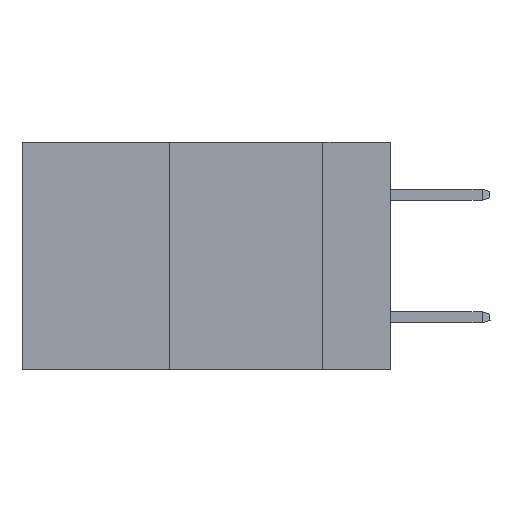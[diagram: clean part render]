
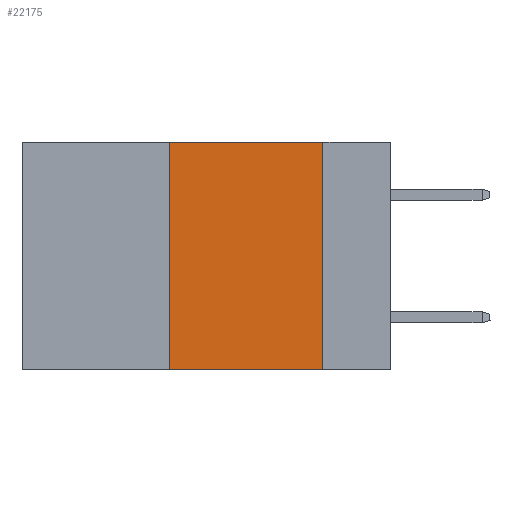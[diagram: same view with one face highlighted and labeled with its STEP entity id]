
A CAD part, left-side view. The second image highlights one B-rep face of the part: STEP entity #22175.
In plain terms, the highlighted planar face has unit normal (-1, 0, 0).
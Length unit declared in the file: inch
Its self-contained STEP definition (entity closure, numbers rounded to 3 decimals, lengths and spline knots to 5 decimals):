
#123 = ORIENTED_EDGE ( 'NONE', *, *, #35544, .T. ) ;
#1602 = DIRECTION ( 'NONE',  ( 0., -1., 0. ) ) ;
#2729 = VERTEX_POINT ( 'NONE', #41422 ) ;
#4123 = VERTEX_POINT ( 'NONE', #23532 ) ;
#5109 = VERTEX_POINT ( 'NONE', #32100 ) ;
#9100 = LINE ( 'NONE', #28001, #45381 ) ;
#9972 = VECTOR ( 'NONE', #24673, 39.37008 ) ;
#10043 = CARTESIAN_POINT ( 'NONE',  ( 0., 0.11, 0. ) ) ;
#10856 = DIRECTION ( 'NONE',  ( 0., 0., -1. ) ) ;
#11689 = ORIENTED_EDGE ( 'NONE', *, *, #35395, .F. ) ;
#11773 = CARTESIAN_POINT ( 'NONE',  ( 0., 0.6, 0. ) ) ;
#13589 = DIRECTION ( 'NONE',  ( 0., 0., -1. ) ) ;
#15086 = PLANE ( 'NONE',  #31408 ) ;
#15885 = ORIENTED_EDGE ( 'NONE', *, *, #29630, .F. ) ;
#16315 = EDGE_CURVE ( 'NONE', #5109, #2729, #35327, .T. ) ;
#19584 = ORIENTED_EDGE ( 'NONE', *, *, #16315, .F. ) ;
#19962 = VERTEX_POINT ( 'NONE', #10043 ) ;
#21429 = CARTESIAN_POINT ( 'NONE',  ( 0., 0.36, 0. ) ) ;
#22175 = ADVANCED_FACE ( 'NONE', ( #43393 ), #15086, .F. ) ;
#22652 = DIRECTION ( 'NONE',  ( 1., 0., 0. ) ) ;
#23532 = CARTESIAN_POINT ( 'NONE',  ( 0., 0.11, -0.37 ) ) ;
#23585 = LINE ( 'NONE', #41242, #40579 ) ;
#24276 = VECTOR ( 'NONE', #31566, 39.37008 ) ;
#24673 = DIRECTION ( 'NONE',  ( 0., -1., 0. ) ) ;
#28001 = CARTESIAN_POINT ( 'NONE',  ( 0., 0.11, 0. ) ) ;
#29628 = EDGE_LOOP ( 'NONE', ( #11689, #15885, #19584, #123 ) ) ;
#29630 = EDGE_CURVE ( 'NONE', #2729, #19962, #23585, .T. ) ;
#31408 = AXIS2_PLACEMENT_3D ( 'NONE', #11773, #22652, #10856 ) ;
#31566 = DIRECTION ( 'NONE',  ( 0., 0., 1. ) ) ;
#32100 = CARTESIAN_POINT ( 'NONE',  ( 0., 0.36, -0.37 ) ) ;
#35327 = LINE ( 'NONE', #21429, #24276 ) ;
#35395 = EDGE_CURVE ( 'NONE', #19962, #4123, #9100, .T. ) ;
#35517 = LINE ( 'NONE', #35967, #9972 ) ;
#35544 = EDGE_CURVE ( 'NONE', #5109, #4123, #35517, .T. ) ;
#35967 = CARTESIAN_POINT ( 'NONE',  ( 0., 0.6, -0.37 ) ) ;
#40579 = VECTOR ( 'NONE', #1602, 39.37008 ) ;
#41242 = CARTESIAN_POINT ( 'NONE',  ( 0., 0.6, 0. ) ) ;
#41422 = CARTESIAN_POINT ( 'NONE',  ( 0., 0.36, 0. ) ) ;
#43393 = FACE_OUTER_BOUND ( 'NONE', #29628, .T. ) ;
#45381 = VECTOR ( 'NONE', #13589, 39.37008 ) ;
